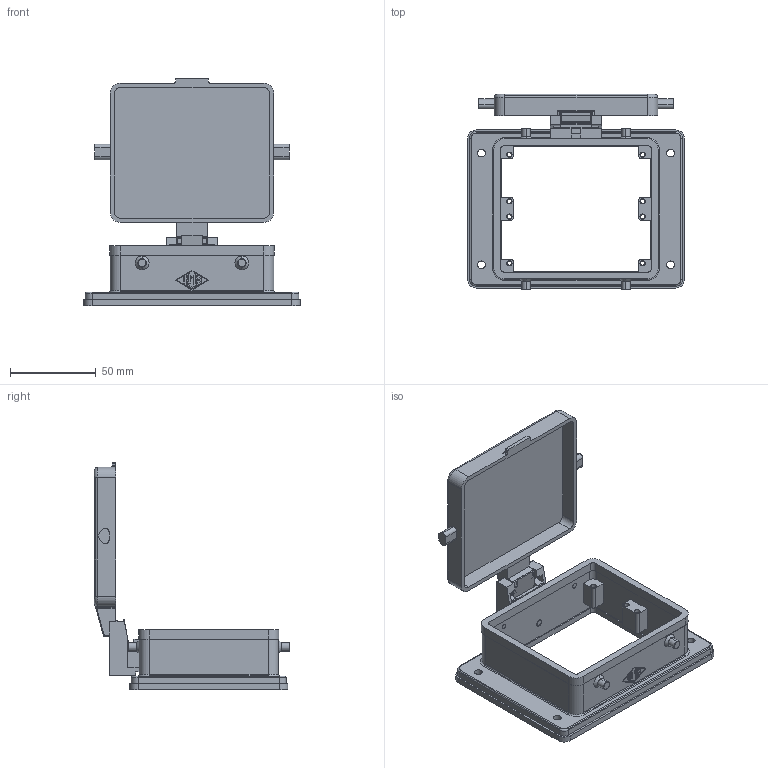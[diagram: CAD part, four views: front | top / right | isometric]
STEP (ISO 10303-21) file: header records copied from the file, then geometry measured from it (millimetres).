
FILE_DESCRIPTION((''),'2;1');
FILE_NAME('CHI 32 CS.stp','2006-12-20T14:24:26',('gembarski'),(''),'Autodesk Inventor 7','Autodesk Inventor 7','');
FILE_SCHEMA(('AUTOMOTIVE_DESIGN { 1 0 10303 214 1 1 1 1 }'));
Length unit declared in the file: millimetre
Products named in the file (1): CHI 32 CS
Bounding box: 126 x 113.5 x 132.5 mm (x, y, z)
Volume: 117971.4 mm3; surface area: 67617.4 mm2
Topology: 1 solids, 1 shells, 493 faces, 1292 edges, 834 vertices
Faces by surface type: plane 203, cylinder 192, bspline 72, torus 14, cone 10, sphere 2
Entity records: 16300 total; most frequent: CARTESIAN_POINT 3880, DIRECTION 2620, ORIENTED_EDGE 2588, EDGE_CURVE 1294, AXIS2_PLACEMENT_3D 918, VERTEX_POINT 834, VECTOR 784, LINE 784
